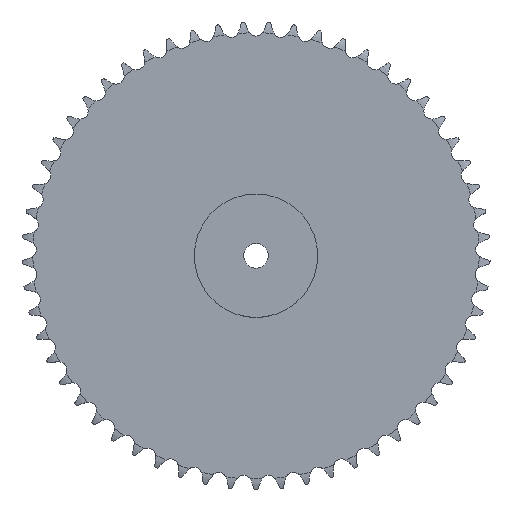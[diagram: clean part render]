
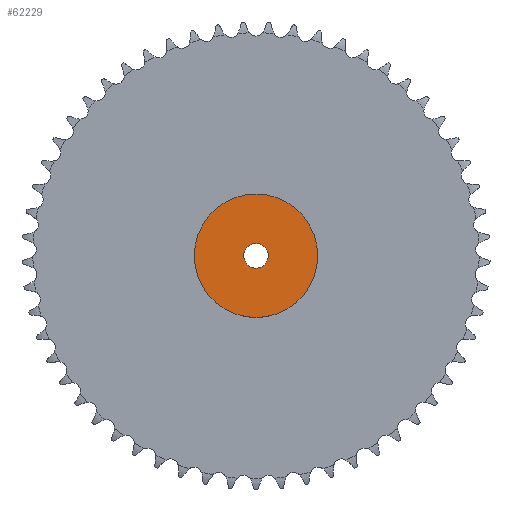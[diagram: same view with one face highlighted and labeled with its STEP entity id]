
A CAD part, top view. The second image highlights one B-rep face of the part: STEP entity #62229.
In plain terms, the highlighted planar face has unit normal (0, 0, 1).
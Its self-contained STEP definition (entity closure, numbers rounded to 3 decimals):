
#6564 = CYLINDRICAL_SURFACE('',#6565,62.5);
#6565 = AXIS2_PLACEMENT_3D('',#6566,#6567,#6568);
#6566 = CARTESIAN_POINT('',(0.,0.,0.));
#6567 = DIRECTION('',(-0.,-0.,-1.));
#6568 = DIRECTION('',(1.,0.,0.));
#38840 = VERTEX_POINT('',#38841);
#38841 = CARTESIAN_POINT('',(62.5,0.,70.));
#38862 = EDGE_CURVE('',#38840,#38840,#38863,.T.);
#38863 = SURFACE_CURVE('',#38864,(#38869,#38876),.PCURVE_S1.);
#38864 = CIRCLE('',#38865,62.5);
#38865 = AXIS2_PLACEMENT_3D('',#38866,#38867,#38868);
#38866 = CARTESIAN_POINT('',(0.,0.,70.));
#38867 = DIRECTION('',(0.,0.,1.));
#38868 = DIRECTION('',(1.,0.,0.));
#38869 = PCURVE('',#6564,#38870);
#38870 = DEFINITIONAL_REPRESENTATION('',(#38871),#38875);
#38871 = LINE('',#38872,#38873);
#38872 = CARTESIAN_POINT('',(-0.,-70.));
#38873 = VECTOR('',#38874,1.);
#38874 = DIRECTION('',(-1.,0.));
#38875 = ( GEOMETRIC_REPRESENTATION_CONTEXT(2) 
PARAMETRIC_REPRESENTATION_CONTEXT() REPRESENTATION_CONTEXT('2D SPACE',''
  ) );
#38876 = PCURVE('',#38877,#38882);
#38877 = PLANE('',#38878);
#38878 = AXIS2_PLACEMENT_3D('',#38879,#38880,#38881);
#38879 = CARTESIAN_POINT('',(0.,0.,70.)
  );
#38880 = DIRECTION('',(0.,0.,1.));
#38881 = DIRECTION('',(1.,0.,0.));
#38882 = DEFINITIONAL_REPRESENTATION('',(#38883),#38887);
#38883 = CIRCLE('',#38884,62.5);
#38884 = AXIS2_PLACEMENT_2D('',#38885,#38886);
#38885 = CARTESIAN_POINT('',(0.,0.));
#38886 = DIRECTION('',(1.,0.));
#38887 = ( GEOMETRIC_REPRESENTATION_CONTEXT(2) 
PARAMETRIC_REPRESENTATION_CONTEXT() REPRESENTATION_CONTEXT('2D SPACE',''
  ) );
#52754 = CYLINDRICAL_SURFACE('',#52755,12.5);
#52755 = AXIS2_PLACEMENT_3D('',#52756,#52757,#52758);
#52756 = CARTESIAN_POINT('',(0.,0.,701.742));
#52757 = DIRECTION('',(0.,0.,1.));
#52758 = DIRECTION('',(1.,0.,0.));
#62229 = ADVANCED_FACE('',(#62230,#62233),#38877,.T.);
#62230 = FACE_BOUND('',#62231,.T.);
#62231 = EDGE_LOOP('',(#62232));
#62232 = ORIENTED_EDGE('',*,*,#38862,.T.);
#62233 = FACE_BOUND('',#62234,.T.);
#62234 = EDGE_LOOP('',(#62235));
#62235 = ORIENTED_EDGE('',*,*,#62236,.F.);
#62236 = EDGE_CURVE('',#62237,#62237,#62239,.T.);
#62237 = VERTEX_POINT('',#62238);
#62238 = CARTESIAN_POINT('',(12.5,0.,70.));
#62239 = SURFACE_CURVE('',#62240,(#62245,#62252),.PCURVE_S1.);
#62240 = CIRCLE('',#62241,12.5);
#62241 = AXIS2_PLACEMENT_3D('',#62242,#62243,#62244);
#62242 = CARTESIAN_POINT('',(0.,0.,70.));
#62243 = DIRECTION('',(0.,0.,1.));
#62244 = DIRECTION('',(1.,0.,0.));
#62245 = PCURVE('',#38877,#62246);
#62246 = DEFINITIONAL_REPRESENTATION('',(#62247),#62251);
#62247 = CIRCLE('',#62248,12.5);
#62248 = AXIS2_PLACEMENT_2D('',#62249,#62250);
#62249 = CARTESIAN_POINT('',(0.,0.));
#62250 = DIRECTION('',(1.,0.));
#62251 = ( GEOMETRIC_REPRESENTATION_CONTEXT(2) 
PARAMETRIC_REPRESENTATION_CONTEXT() REPRESENTATION_CONTEXT('2D SPACE',''
  ) );
#62252 = PCURVE('',#52754,#62253);
#62253 = DEFINITIONAL_REPRESENTATION('',(#62254),#62258);
#62254 = LINE('',#62255,#62256);
#62255 = CARTESIAN_POINT('',(0.,-631.742));
#62256 = VECTOR('',#62257,1.);
#62257 = DIRECTION('',(1.,0.));
#62258 = ( GEOMETRIC_REPRESENTATION_CONTEXT(2) 
PARAMETRIC_REPRESENTATION_CONTEXT() REPRESENTATION_CONTEXT('2D SPACE',''
  ) );
